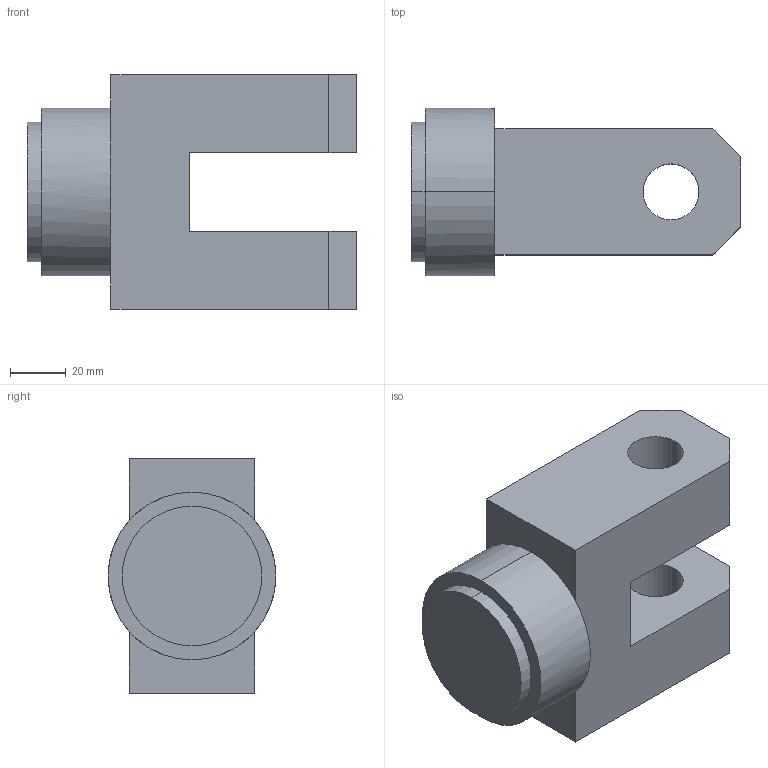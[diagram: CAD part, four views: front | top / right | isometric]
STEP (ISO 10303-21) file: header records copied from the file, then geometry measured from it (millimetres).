
FILE_DESCRIPTION (( 'STEP AP203' ), '1' );
FILE_NAME ('actuator_endcap_Default_sldprt.STEP', '2021-07-18T07:58:19', ( '' ), ( '' ), 'SwSTEP 2.0', 'SolidWorks 2021', '' );
FILE_SCHEMA (( 'CONFIG_CONTROL_DESIGN' ));
Length unit declared in the file: millimetre
Products named in the file (1): actuator_endcap_Default_sldprt
Bounding box: 118 x 60 x 84 mm (x, y, z)
Volume: 314350.4 mm3; surface area: 39823.6 mm2
Topology: 1 solids, 1 shells, 27 faces, 68 edges, 44 vertices
Faces by surface type: plane 19, cylinder 8
Entity records: 895 total; most frequent: DIRECTION 144, CARTESIAN_POINT 140, ORIENTED_EDGE 136, EDGE_CURVE 68, LINE 48, VECTOR 48, AXIS2_PLACEMENT_3D 48, VERTEX_POINT 44
